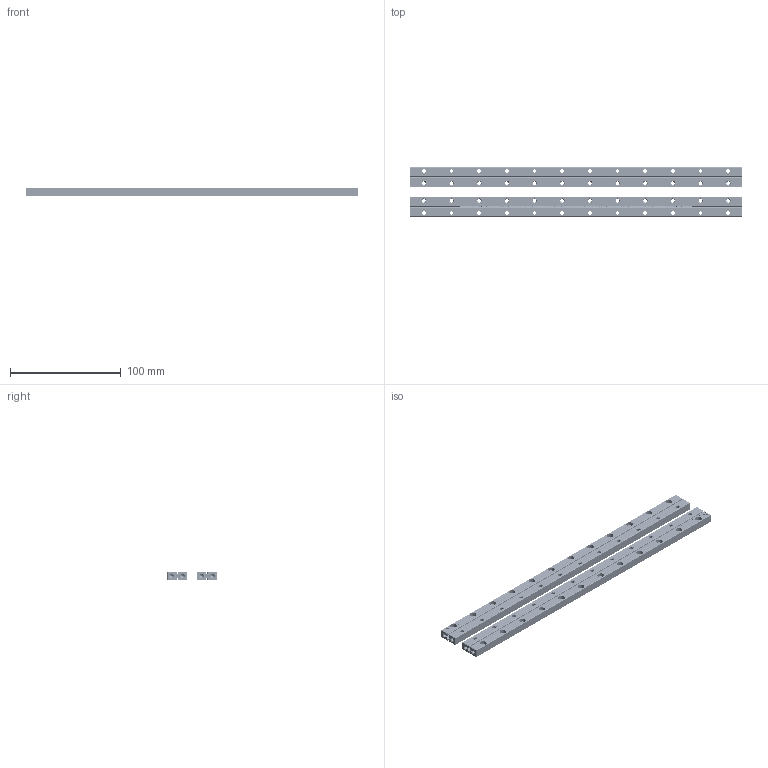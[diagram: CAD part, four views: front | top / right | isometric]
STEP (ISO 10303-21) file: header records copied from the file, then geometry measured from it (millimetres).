
FILE_DESCRIPTION(/* description */ (''),/* implementation_level */ '2;1');
FILE_NAME(/* name */ 'Set RSDE-3300x60KRE-ACC_stp.stp',/* time_stamp */ '2025-03-12T09:19:54+01:00',/* author */ (''),/* organization */ (''),/* preprocessor_version */ 'ST-DEVELOPER v16.7',/* originating_system */ 'SIEMENS PLM Software NX 12.0',/* authorisation */ '');
FILE_SCHEMA (('AUTOMOTIVE_DESIGN { 1 0 10303 214 3 1 1 1 }'));
Products named in the file (1): Set RSDE-3300x60KRE-ACC_stp
Bounding box: 300 x 45 x 8 mm (x, y, z)
Volume: 73139.2 mm3; surface area: 61624.2 mm2
Topology: 144 solids, 144 shells, 8444 faces, 23674 edges, 15574 vertices
Faces by surface type: plane 4192, cylinder 2516, torus 1216, bspline 360, cone 88, extrusion 72
Full cylindrical faces by diameter (mm): 0.45 x512, 1 x8, 2 x120, 2.6 x8, 3 x120, 3.2 x56, 6 x48
Entity records: 283970 total; most frequent: CARTESIAN_POINT 60645, DIRECTION 44034, ORIENTED_EDGE 43992, EDGE_CURVE 21996, AXIS2_PLACEMENT_3D 15561, VERTEX_POINT 15100, VECTOR 12912, LINE 12840
